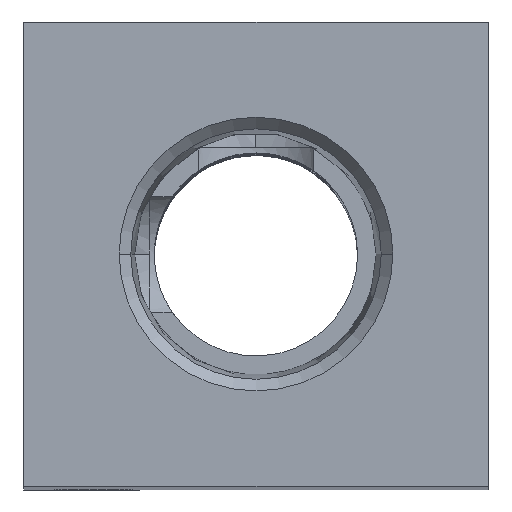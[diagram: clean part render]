
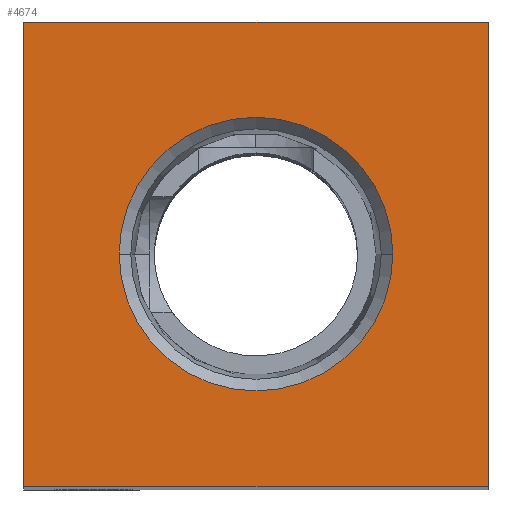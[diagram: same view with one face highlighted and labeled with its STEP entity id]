
A CAD part, top view. The second image highlights one B-rep face of the part: STEP entity #4674.
In plain terms, the highlighted planar face has unit normal (0, 0, 1).
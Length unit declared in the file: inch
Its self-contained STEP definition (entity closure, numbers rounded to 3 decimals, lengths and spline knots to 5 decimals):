
#73 = LINE ( 'NONE', #1378, #937 ) ;
#170 = EDGE_CURVE ( 'NONE', #4556, #3366, #2197, .T. ) ;
#206 = FACE_BOUND ( 'NONE', #1093, .T. ) ;
#285 = LINE ( 'NONE', #2580, #1281 ) ;
#401 = EDGE_CURVE ( 'NONE', #3366, #4556, #436, .T. ) ;
#436 = CIRCLE ( 'NONE', #3619, 0.29487 ) ;
#477 = VERTEX_POINT ( 'NONE', #792 ) ;
#528 = VECTOR ( 'NONE', #3042, 39.37008 ) ;
#700 = ORIENTED_EDGE ( 'NONE', *, *, #2605, .T. ) ;
#727 = DIRECTION ( 'NONE',  ( -1., 0., 0. ) ) ;
#792 = CARTESIAN_POINT ( 'NONE',  ( 0.5, -0.5, 2.375 ) ) ;
#937 = VECTOR ( 'NONE', #727, 39.37008 ) ;
#1093 = EDGE_LOOP ( 'NONE', ( #4165, #2989 ) ) ;
#1092 = DIRECTION ( 'NONE',  ( 0., 0., 1. ) ) ;
#1268 = VERTEX_POINT ( 'NONE', #2223 ) ;
#1281 = VECTOR ( 'NONE', #2564, 39.37008 ) ;
#1378 = CARTESIAN_POINT ( 'NONE',  ( 0.5, 0.5, 2.375 ) ) ;
#1582 = ORIENTED_EDGE ( 'NONE', *, *, #4151, .T. ) ;
#1585 = CARTESIAN_POINT ( 'NONE',  ( -0.29487, 0., 2.375 ) ) ;
#1614 = DIRECTION ( 'NONE',  ( 0., 0., 1. ) ) ;
#1695 = CARTESIAN_POINT ( 'NONE',  ( -0.5, 0.5, 2.375 ) ) ;
#1877 = EDGE_CURVE ( 'NONE', #3590, #2318, #3420, .T. ) ;
#1904 = EDGE_CURVE ( 'NONE', #2318, #477, #285, .T. ) ;
#1944 = ORIENTED_EDGE ( 'NONE', *, *, #1904, .T. ) ;
#1955 = PLANE ( 'NONE',  #4521 ) ;
#2197 = CIRCLE ( 'NONE', #4654, 0.29487 ) ;
#2223 = CARTESIAN_POINT ( 'NONE',  ( 0.5, 0.5, 2.375 ) ) ;
#2318 = VERTEX_POINT ( 'NONE', #2858 ) ;
#2320 = DIRECTION ( 'NONE',  ( 1., 0., 0. ) ) ;
#2564 = DIRECTION ( 'NONE',  ( 1., 0., 0. ) ) ;
#2565 = ORIENTED_EDGE ( 'NONE', *, *, #1877, .T. ) ;
#2580 = CARTESIAN_POINT ( 'NONE',  ( 0.5, -0.5, 2.375 ) ) ;
#2605 = EDGE_CURVE ( 'NONE', #1268, #3590, #73, .T. ) ;
#2649 = LINE ( 'NONE', #2675, #4443 ) ;
#2675 = CARTESIAN_POINT ( 'NONE',  ( 0.5, -0.5, 2.375 ) ) ;
#2858 = CARTESIAN_POINT ( 'NONE',  ( -0.5, -0.5, 2.375 ) ) ;
#2989 = ORIENTED_EDGE ( 'NONE', *, *, #401, .F. ) ;
#3020 = DIRECTION ( 'NONE',  ( 0., 1., 0. ) ) ;
#3035 = CARTESIAN_POINT ( 'NONE',  ( -0.5, -0.5, 2.375 ) ) ;
#3042 = DIRECTION ( 'NONE',  ( 0., -1., 0. ) ) ;
#3154 = EDGE_LOOP ( 'NONE', ( #2565, #1944, #1582, #700 ) ) ;
#3239 = CARTESIAN_POINT ( 'NONE',  ( 0., 0., 2.375 ) ) ;
#3366 = VERTEX_POINT ( 'NONE', #1585 ) ;
#3391 = CARTESIAN_POINT ( 'NONE',  ( 0., 0., 2.375 ) ) ;
#3420 = LINE ( 'NONE', #3035, #528 ) ;
#3590 = VERTEX_POINT ( 'NONE', #1695 ) ;
#3601 = DIRECTION ( 'NONE',  ( 1., 0., 0. ) ) ;
#3603 = CARTESIAN_POINT ( 'NONE',  ( 0.29487, 0., 2.375 ) ) ;
#3619 = AXIS2_PLACEMENT_3D ( 'NONE', #3239, #1092, #3601 ) ;
#3771 = CARTESIAN_POINT ( 'NONE',  ( 0., 0., 2.375 ) ) ;
#3922 = FACE_OUTER_BOUND ( 'NONE', #3154, .T. ) ;
#4117 = DIRECTION ( 'NONE',  ( 1., 0., 0. ) ) ;
#4151 = EDGE_CURVE ( 'NONE', #477, #1268, #2649, .T. ) ;
#4165 = ORIENTED_EDGE ( 'NONE', *, *, #170, .F. ) ;
#4443 = VECTOR ( 'NONE', #3020, 39.37008 ) ;
#4466 = DIRECTION ( 'NONE',  ( 0., 0., 1. ) ) ;
#4521 = AXIS2_PLACEMENT_3D ( 'NONE', #3391, #4466, #2320 ) ;
#4556 = VERTEX_POINT ( 'NONE', #3603 ) ;
#4654 = AXIS2_PLACEMENT_3D ( 'NONE', #3771, #1614, #4117 ) ;
#4674 = ADVANCED_FACE ( 'NONE', ( #206, #3922 ), #1955, .T. ) ;
